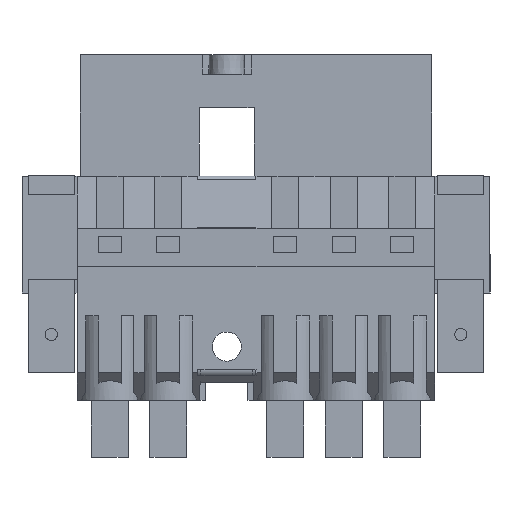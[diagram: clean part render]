
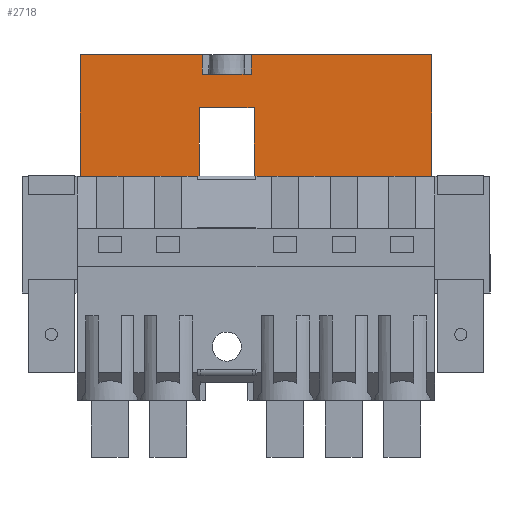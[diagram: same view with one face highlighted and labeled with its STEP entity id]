
A CAD part, front view. The second image highlights one B-rep face of the part: STEP entity #2718.
In plain terms, the highlighted planar face has unit normal (0, -1, 0).
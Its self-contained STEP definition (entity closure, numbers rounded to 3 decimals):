
#2627=AXIS2_PLACEMENT_3D('Plane Axis2P3D',#2624,#2625,#2626) ;
#2495=CARTESIAN_POINT('Line Origine',(7.606,3.,44.5)) ;
#2499=CARTESIAN_POINT('Vertex',(7.606,3.,52.4)) ;
#2501=CARTESIAN_POINT('Vertex',(7.606,3.,36.6)) ;
#2624=CARTESIAN_POINT('Axis2P3D Location',(30.93,3.,36.6)) ;
#2629=CARTESIAN_POINT('Line Origine',(41.612,3.,52.4)) ;
#2633=CARTESIAN_POINT('Vertex',(29.87,3.,52.4)) ;
#2635=CARTESIAN_POINT('Vertex',(53.354,3.,52.4)) ;
#2638=CARTESIAN_POINT('Line Origine',(29.859,3.,51.15)) ;
#2642=CARTESIAN_POINT('Vertex',(29.848,3.,49.9)) ;
#2645=CARTESIAN_POINT('Line Origine',(26.67,3.,49.9)) ;
#2649=CARTESIAN_POINT('Vertex',(23.492,3.,49.9)) ;
#2652=CARTESIAN_POINT('Line Origine',(23.481,3.,51.15)) ;
#2656=CARTESIAN_POINT('Vertex',(23.47,3.,52.4)) ;
#2659=CARTESIAN_POINT('Line Origine',(15.538,3.,52.4)) ;
#2664=CARTESIAN_POINT('Line Origine',(15.358,3.,36.6)) ;
#2668=CARTESIAN_POINT('Vertex',(23.11,3.,36.6)) ;
#2671=CARTESIAN_POINT('Line Origine',(23.11,3.,41.05)) ;
#2675=CARTESIAN_POINT('Vertex',(23.11,3.,45.5)) ;
#2678=CARTESIAN_POINT('Line Origine',(26.67,3.,45.5)) ;
#2682=CARTESIAN_POINT('Vertex',(30.23,3.,45.5)) ;
#2685=CARTESIAN_POINT('Line Origine',(30.23,3.,41.05)) ;
#2689=CARTESIAN_POINT('Vertex',(30.23,3.,36.6)) ;
#2692=CARTESIAN_POINT('Line Origine',(41.792,3.,36.6)) ;
#2696=CARTESIAN_POINT('Vertex',(53.354,3.,36.6)) ;
#2699=CARTESIAN_POINT('Line Origine',(53.354,3.,44.5)) ;
#2496=DIRECTION('Vector Direction',(0.,0.,-1.)) ;
#2625=DIRECTION('Axis2P3D Direction',(0.,-1.,0.)) ;
#2626=DIRECTION('Axis2P3D XDirection',(0.,0.,1.)) ;
#2630=DIRECTION('Vector Direction',(1.,0.,0.)) ;
#2639=DIRECTION('Vector Direction',(0.009,0.,1.)) ;
#2646=DIRECTION('Vector Direction',(-1.,0.,0.)) ;
#2653=DIRECTION('Vector Direction',(-0.009,0.,1.)) ;
#2660=DIRECTION('Vector Direction',(1.,0.,0.)) ;
#2665=DIRECTION('Vector Direction',(-1.,0.,0.)) ;
#2672=DIRECTION('Vector Direction',(0.,0.,1.)) ;
#2679=DIRECTION('Vector Direction',(1.,0.,0.)) ;
#2686=DIRECTION('Vector Direction',(0.,0.,1.)) ;
#2693=DIRECTION('Vector Direction',(1.,0.,0.)) ;
#2700=DIRECTION('Vector Direction',(0.,0.,-1.)) ;
#2497=VECTOR('Line Direction',#2496,1.) ;
#2631=VECTOR('Line Direction',#2630,1.) ;
#2640=VECTOR('Line Direction',#2639,1.) ;
#2647=VECTOR('Line Direction',#2646,1.) ;
#2654=VECTOR('Line Direction',#2653,1.) ;
#2661=VECTOR('Line Direction',#2660,1.) ;
#2666=VECTOR('Line Direction',#2665,1.) ;
#2673=VECTOR('Line Direction',#2672,1.) ;
#2680=VECTOR('Line Direction',#2679,1.) ;
#2687=VECTOR('Line Direction',#2686,1.) ;
#2694=VECTOR('Line Direction',#2693,1.) ;
#2701=VECTOR('Line Direction',#2700,1.) ;
#2705=ORIENTED_EDGE('',*,*,#2637,.F.) ;
#2706=ORIENTED_EDGE('',*,*,#2644,.T.) ;
#2707=ORIENTED_EDGE('',*,*,#2651,.T.) ;
#2708=ORIENTED_EDGE('',*,*,#2658,.T.) ;
#2709=ORIENTED_EDGE('',*,*,#2663,.T.) ;
#2710=ORIENTED_EDGE('',*,*,#2503,.T.) ;
#2711=ORIENTED_EDGE('',*,*,#2670,.F.) ;
#2712=ORIENTED_EDGE('',*,*,#2677,.T.) ;
#2713=ORIENTED_EDGE('',*,*,#2684,.T.) ;
#2714=ORIENTED_EDGE('',*,*,#2691,.F.) ;
#2715=ORIENTED_EDGE('',*,*,#2698,.T.) ;
#2716=ORIENTED_EDGE('',*,*,#2703,.F.) ;
#2718=ADVANCED_FACE('HOUSING',(#2717),#2628,.T.) ;
#2503=EDGE_CURVE('',#2500,#2502,#2498,.T.) ;
#2637=EDGE_CURVE('',#2634,#2636,#2632,.T.) ;
#2644=EDGE_CURVE('',#2634,#2643,#2641,.F.) ;
#2651=EDGE_CURVE('',#2643,#2650,#2648,.T.) ;
#2658=EDGE_CURVE('',#2650,#2657,#2655,.T.) ;
#2663=EDGE_CURVE('',#2657,#2500,#2662,.F.) ;
#2670=EDGE_CURVE('',#2669,#2502,#2667,.T.) ;
#2677=EDGE_CURVE('',#2669,#2676,#2674,.T.) ;
#2684=EDGE_CURVE('',#2676,#2683,#2681,.T.) ;
#2691=EDGE_CURVE('',#2690,#2683,#2688,.T.) ;
#2698=EDGE_CURVE('',#2690,#2697,#2695,.T.) ;
#2703=EDGE_CURVE('',#2636,#2697,#2702,.T.) ;
#2704=EDGE_LOOP('',(#2705,#2706,#2707,#2708,#2709,#2710,#2711,#2712,#2713,#2714,#2715,#2716)) ;
#2717=FACE_OUTER_BOUND('',#2704,.T.) ;
#2498=LINE('Line',#2495,#2497) ;
#2632=LINE('Line',#2629,#2631) ;
#2641=LINE('Line',#2638,#2640) ;
#2648=LINE('Line',#2645,#2647) ;
#2655=LINE('Line',#2652,#2654) ;
#2662=LINE('Line',#2659,#2661) ;
#2667=LINE('Line',#2664,#2666) ;
#2674=LINE('Line',#2671,#2673) ;
#2681=LINE('Line',#2678,#2680) ;
#2688=LINE('Line',#2685,#2687) ;
#2695=LINE('Line',#2692,#2694) ;
#2702=LINE('Line',#2699,#2701) ;
#2628=PLANE('',#2627) ;
#2500=VERTEX_POINT('',#2499) ;
#2502=VERTEX_POINT('',#2501) ;
#2634=VERTEX_POINT('',#2633) ;
#2636=VERTEX_POINT('',#2635) ;
#2643=VERTEX_POINT('',#2642) ;
#2650=VERTEX_POINT('',#2649) ;
#2657=VERTEX_POINT('',#2656) ;
#2669=VERTEX_POINT('',#2668) ;
#2676=VERTEX_POINT('',#2675) ;
#2683=VERTEX_POINT('',#2682) ;
#2690=VERTEX_POINT('',#2689) ;
#2697=VERTEX_POINT('',#2696) ;
